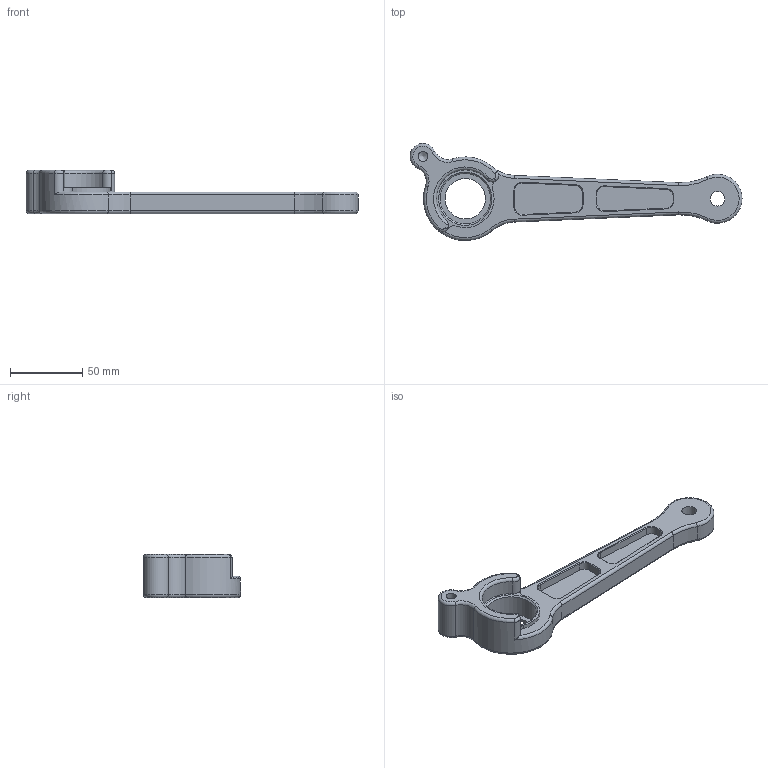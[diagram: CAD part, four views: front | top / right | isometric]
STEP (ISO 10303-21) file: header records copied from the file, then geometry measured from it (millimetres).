
FILE_DESCRIPTION(('STEP AP242'),'1');
FILE_NAME('C3B-006 LEVS.stp','2021-01-13T10:30:40',(' '),(' '),'Spatial InterOp 3D',' ',' ');
FILE_SCHEMA(('AP242_MANAGED_MODEL_BASED_3D_ENGINEERING_MIM_LF {1 0 10303 442 1 1 4}'));
Length unit declared in the file: millimetre
Products named in the file (1): C3B-006 : LEVS
Bounding box: 230.34 x 67.34 x 30 mm (x, y, z)
Volume: 103856 mm3; surface area: 28327.3 mm2
Topology: 1 solids, 1 shells, 97 faces, 227 edges, 135 vertices
Faces by surface type: cylinder 35, torus 25, plane 25, cone 10, bspline 2
Full cylindrical faces by diameter (mm): 6.8 x2, 10.2 x1, 28 x1, 35 x1
Entity records: 4040 total; most frequent: CARTESIAN_POINT 973, DIRECTION 520, ORIENTED_EDGE 436, EDGE_CURVE 218, AXIS2_PLACEMENT_3D 217, VERTEX_POINT 134, CIRCLE 121, EDGE_LOOP 111
